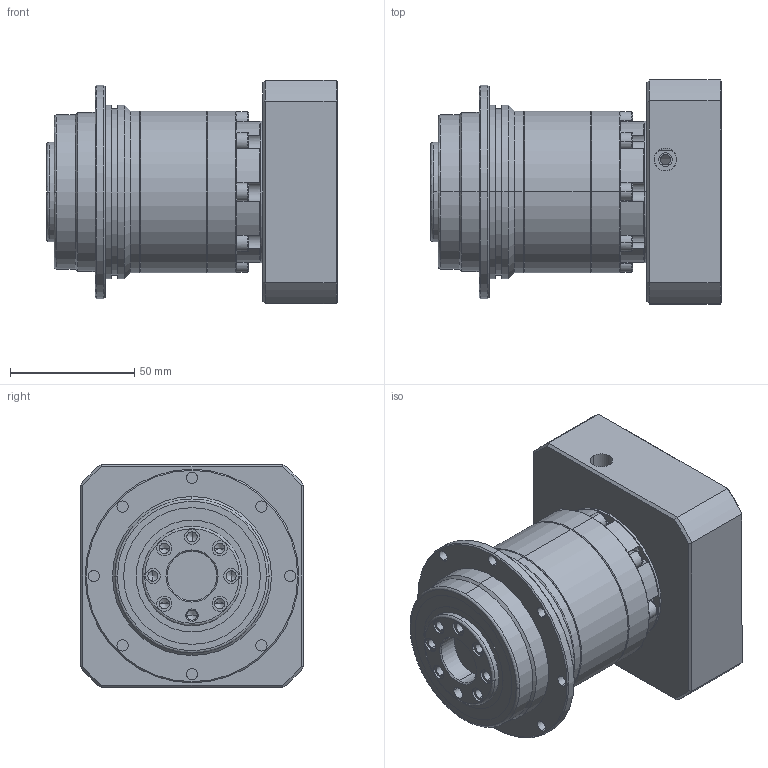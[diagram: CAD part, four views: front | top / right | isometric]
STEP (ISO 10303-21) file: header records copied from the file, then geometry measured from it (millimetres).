
FILE_DESCRIPTION (( 'STEP AP214' ), '1' );
FILE_NAME ('SD064-L2-19-80-100M6.STEP', '2022-02-19T08:33:49', ( 'admin' ), ( '' ), 'SwSTEP 2.0', 'SolidWorks 2013', '' );
FILE_SCHEMA (( 'AUTOMOTIVE_DESIGN' ));
Length unit declared in the file: millimetre
Products named in the file (4): SD064; PB060-80-100M6; PB060-L2_X2_58F34F537AEF_X0_-19; SD064-L2-19-80-100M6
Assembly tree (3 placements, depth 2):
  SD064-L2-19-80-100M6
    PB060-L2_X2_58F34F537AEF_X0_-19
    PB060-80-100M6
    SD064
Bounding box: 117 x 90 x 90 mm (x, y, z)
Volume: 396940.7 mm3; surface area: 85797.5 mm2
Topology: 4 solids, 4 shells, 558 faces, 1355 edges, 810 vertices
Faces by surface type: cylinder 227, plane 176, cone 132, bspline 23
Entity records: 23080 total; most frequent: CARTESIAN_POINT 3819, DIRECTION 2848, ORIENTED_EDGE 2574, EDGE_CURVE 1287, AXIS2_PLACEMENT_3D 1109, VERTEX_POINT 810, EDGE_LOOP 673, LINE 630
